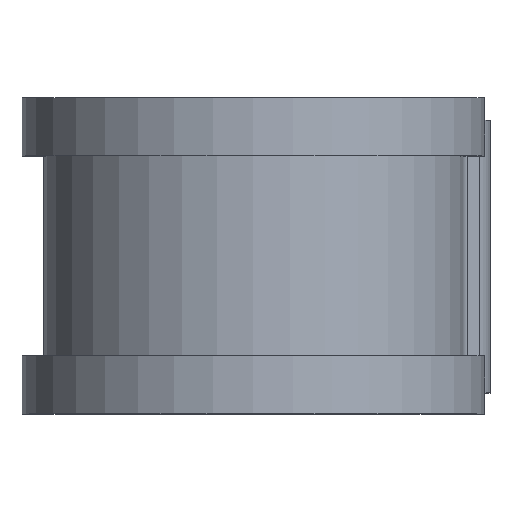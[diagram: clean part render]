
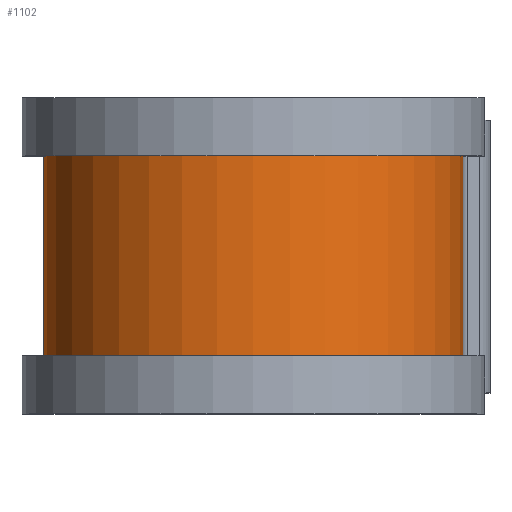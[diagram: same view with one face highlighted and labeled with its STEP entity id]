
A CAD part, top view. The second image highlights one B-rep face of the part: STEP entity #1102.
In plain terms, the highlighted cylindrical face has radius 14.643 mm (diameter 29.286 mm), a partial arc.
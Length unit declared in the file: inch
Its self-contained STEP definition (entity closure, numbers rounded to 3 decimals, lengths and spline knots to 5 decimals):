
#4 = CYLINDRICAL_SURFACE ( 'NONE', #652, 0.5765 ) ;
#45 = EDGE_CURVE ( 'NONE', #1365, #1223, #666, .T. ) ;
#112 = CIRCLE ( 'NONE', #848, 0.5765 ) ;
#125 = EDGE_CURVE ( 'NONE', #1731, #957, #425, .T. ) ;
#142 = ORIENTED_EDGE ( 'NONE', *, *, #45, .T. ) ;
#210 = AXIS2_PLACEMENT_3D ( 'NONE', #714, #592, #894 ) ;
#215 = DIRECTION ( 'NONE',  ( 0., 0., -1. ) ) ;
#263 = CARTESIAN_POINT ( 'NONE',  ( 0.5765, 0.375, 0. ) ) ;
#281 = DIRECTION ( 'NONE',  ( 0., -1., 0. ) ) ;
#315 = EDGE_CURVE ( 'NONE', #1731, #1365, #112, .T. ) ;
#425 = LINE ( 'NONE', #263, #1068 ) ;
#592 = DIRECTION ( 'NONE',  ( 0., -1., 0. ) ) ;
#652 = AXIS2_PLACEMENT_3D ( 'NONE', #760, #768, #215 ) ;
#666 = LINE ( 'NONE', #757, #1334 ) ;
#690 = FACE_OUTER_BOUND ( 'NONE', #1664, .T. ) ;
#714 = CARTESIAN_POINT ( 'NONE',  ( 0., -0.275, 0. ) ) ;
#757 = CARTESIAN_POINT ( 'NONE',  ( 0., 0.375, -0.5765 ) ) ;
#760 = CARTESIAN_POINT ( 'NONE',  ( 0., 0.375, 0. ) ) ;
#768 = DIRECTION ( 'NONE',  ( 0., -1., 0. ) ) ;
#784 = CARTESIAN_POINT ( 'NONE',  ( 0.5765, 0.275, 0. ) ) ;
#848 = AXIS2_PLACEMENT_3D ( 'NONE', #1209, #1269, #1609 ) ;
#894 = DIRECTION ( 'NONE',  ( 0., 0., -1. ) ) ;
#957 = VERTEX_POINT ( 'NONE', #1386 ) ;
#1040 = ORIENTED_EDGE ( 'NONE', *, *, #315, .T. ) ;
#1068 = VECTOR ( 'NONE', #281, 39.37008 ) ;
#1102 = ADVANCED_FACE ( 'NONE', ( #690 ), #4, .T. ) ;
#1165 = EDGE_CURVE ( 'NONE', #957, #1223, #1366, .T. ) ;
#1209 = CARTESIAN_POINT ( 'NONE',  ( 0., 0.275, 0. ) ) ;
#1216 = CARTESIAN_POINT ( 'NONE',  ( 0., 0.275, -0.5765 ) ) ;
#1223 = VERTEX_POINT ( 'NONE', #1709 ) ;
#1269 = DIRECTION ( 'NONE',  ( 0., -1., 0. ) ) ;
#1327 = ORIENTED_EDGE ( 'NONE', *, *, #1165, .F. ) ;
#1334 = VECTOR ( 'NONE', #1390, 39.37008 ) ;
#1365 = VERTEX_POINT ( 'NONE', #1216 ) ;
#1366 = CIRCLE ( 'NONE', #210, 0.5765 ) ;
#1381 = ORIENTED_EDGE ( 'NONE', *, *, #125, .F. ) ;
#1386 = CARTESIAN_POINT ( 'NONE',  ( 0.5765, -0.275, 0. ) ) ;
#1390 = DIRECTION ( 'NONE',  ( 0., -1., 0. ) ) ;
#1609 = DIRECTION ( 'NONE',  ( 0., 0., -1. ) ) ;
#1664 = EDGE_LOOP ( 'NONE', ( #1381, #1040, #142, #1327 ) ) ;
#1709 = CARTESIAN_POINT ( 'NONE',  ( 0., -0.275, -0.5765 ) ) ;
#1731 = VERTEX_POINT ( 'NONE', #784 ) ;
